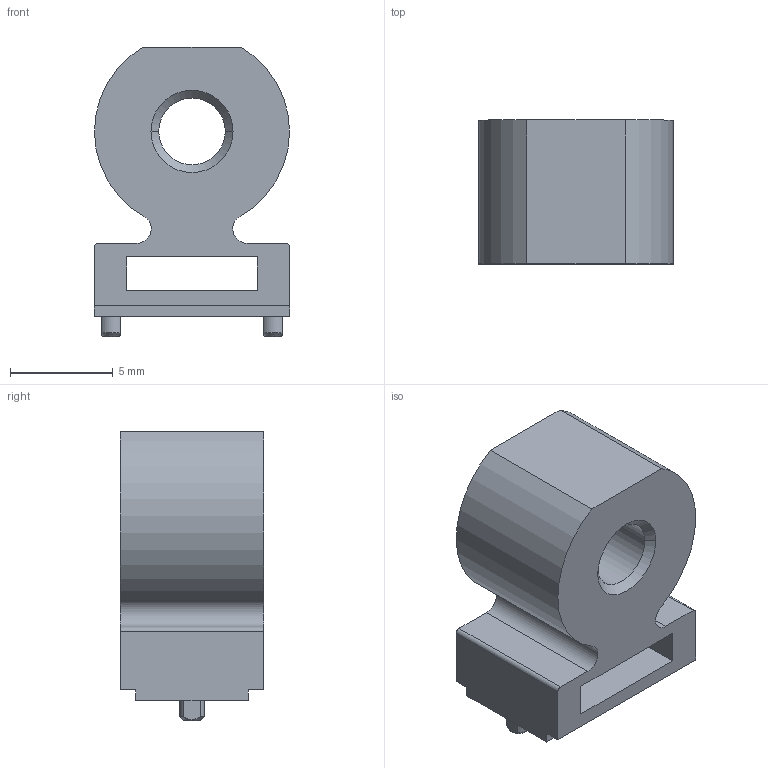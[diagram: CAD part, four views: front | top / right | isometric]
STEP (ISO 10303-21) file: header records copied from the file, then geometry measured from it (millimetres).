
FILE_DESCRIPTION(('starvars output'),'1');
FILE_NAME('cv20231102091649000008386.stp','09:16:50 2023/11/02',('Thomas Industrial Network Germany GmbH'),(' '),'Spatial InterOp 3D',' ',' ');
FILE_SCHEMA(('AUTOMOTIVE_DESIGN { 1 0 10303 214 3 1 1 }'));
Length unit declared in the file: millimetre
Products named in the file (1): 1
Bounding box: 9.53 x 7 x 14.1 mm (x, y, z)
Volume: 605.7 mm3; surface area: 707.9 mm2
Topology: 1 solids, 7 shells, 171 faces, 461 edges, 306 vertices
Faces by surface type: plane 143, cylinder 20, cone 8
Entity records: 6687 total; most frequent: CARTESIAN_POINT 955, ORIENTED_EDGE 922, DIRECTION 845, EDGE_CURVE 461, LINE 405, VECTOR 405, VERTEX_POINT 306, AXIS2_PLACEMENT_3D 220
